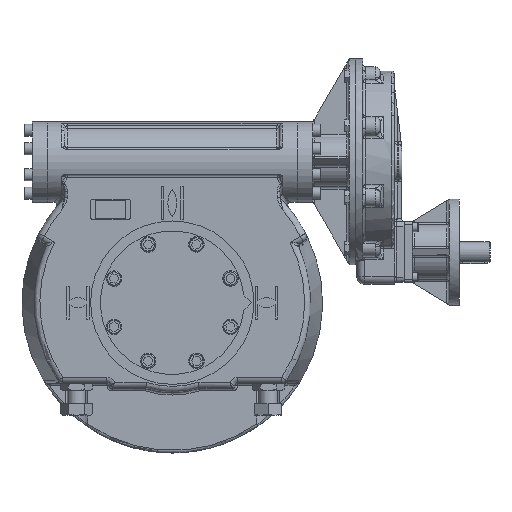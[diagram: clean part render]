
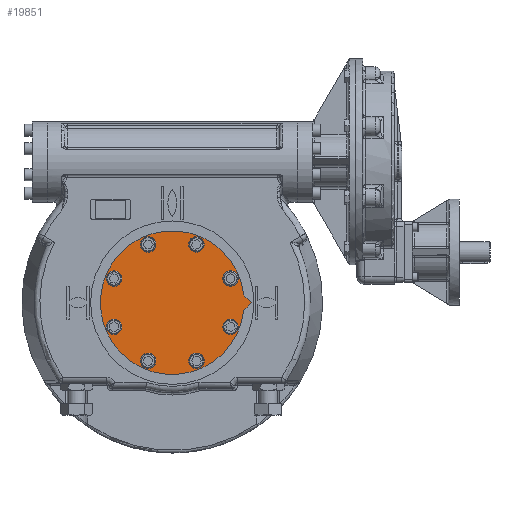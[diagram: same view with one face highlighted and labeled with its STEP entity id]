
A CAD part, top view. The second image highlights one B-rep face of the part: STEP entity #19851.
In plain terms, the highlighted planar face has unit normal (0, 0, 1).
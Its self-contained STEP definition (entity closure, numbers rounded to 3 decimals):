
#1512=CIRCLE('',#23299,142.5);
#1521=CIRCLE('',#23310,10.5);
#1522=CIRCLE('',#23311,10.5);
#1523=CIRCLE('',#23312,10.5);
#1524=CIRCLE('',#23313,10.5);
#1525=CIRCLE('',#23314,10.5);
#1526=CIRCLE('',#23315,10.5);
#1527=CIRCLE('',#23316,10.5);
#1528=CIRCLE('',#23317,10.5);
#2717=LINE('',#55385,#3912);
#2720=LINE('',#55391,#3915);
#3912=VECTOR('',#28537,1000.);
#3915=VECTOR('',#28542,1000.);
#9227=ORIENTED_EDGE('',*,*,#12263,.T.);
#9228=ORIENTED_EDGE('',*,*,#12264,.T.);
#9229=ORIENTED_EDGE('',*,*,#12265,.T.);
#9230=ORIENTED_EDGE('',*,*,#12266,.T.);
#9231=ORIENTED_EDGE('',*,*,#12267,.T.);
#9232=ORIENTED_EDGE('',*,*,#12268,.T.);
#9233=ORIENTED_EDGE('',*,*,#12269,.T.);
#9234=ORIENTED_EDGE('',*,*,#12270,.T.);
#9235=ORIENTED_EDGE('',*,*,#12248,.F.);
#9236=ORIENTED_EDGE('',*,*,#12254,.F.);
#9237=ORIENTED_EDGE('',*,*,#12251,.F.);
#12248=EDGE_CURVE('',#14241,#14242,#2717,.T.);
#12251=EDGE_CURVE('',#14242,#14244,#2720,.T.);
#12254=EDGE_CURVE('',#14244,#14241,#1512,.T.);
#12263=EDGE_CURVE('',#14253,#14253,#1521,.T.);
#12264=EDGE_CURVE('',#14254,#14254,#1522,.T.);
#12265=EDGE_CURVE('',#14255,#14255,#1523,.T.);
#12266=EDGE_CURVE('',#14256,#14256,#1524,.T.);
#12267=EDGE_CURVE('',#14257,#14257,#1525,.T.);
#12268=EDGE_CURVE('',#14258,#14258,#1526,.T.);
#12269=EDGE_CURVE('',#14259,#14259,#1527,.T.);
#12270=EDGE_CURVE('',#14260,#14260,#1528,.T.);
#14241=VERTEX_POINT('',#55384);
#14242=VERTEX_POINT('',#55386);
#14244=VERTEX_POINT('',#55392);
#14253=VERTEX_POINT('',#55416);
#14254=VERTEX_POINT('',#55418);
#14255=VERTEX_POINT('',#55420);
#14256=VERTEX_POINT('',#55422);
#14257=VERTEX_POINT('',#55424);
#14258=VERTEX_POINT('',#55426);
#14259=VERTEX_POINT('',#55428);
#14260=VERTEX_POINT('',#55430);
#16551=EDGE_LOOP('',(#9227));
#16552=EDGE_LOOP('',(#9228));
#16553=EDGE_LOOP('',(#9229));
#16554=EDGE_LOOP('',(#9230));
#16555=EDGE_LOOP('',(#9231));
#16556=EDGE_LOOP('',(#9232));
#16557=EDGE_LOOP('',(#9233));
#16558=EDGE_LOOP('',(#9234));
#16559=EDGE_LOOP('',(#9235,#9236,#9237));
#18054=FACE_BOUND('',#16551,.T.);
#18055=FACE_BOUND('',#16552,.T.);
#18056=FACE_BOUND('',#16553,.T.);
#18057=FACE_BOUND('',#16554,.T.);
#18058=FACE_BOUND('',#16555,.T.);
#18059=FACE_BOUND('',#16556,.T.);
#18060=FACE_BOUND('',#16557,.T.);
#18061=FACE_BOUND('',#16558,.T.);
#18062=FACE_BOUND('',#16559,.T.);
#18649=PLANE('',#23309);
#19851=ADVANCED_FACE('',(#18054,#18055,#18056,#18057,#18058,#18059,#18060,
#18061,#18062),#18649,.F.);
#23299=AXIS2_PLACEMENT_3D('',#55396,#28548,#28549);
#23309=AXIS2_PLACEMENT_3D('',#55414,#28568,#28569);
#23310=AXIS2_PLACEMENT_3D('',#55415,#28570,#28571);
#23311=AXIS2_PLACEMENT_3D('',#55417,#28572,#28573);
#23312=AXIS2_PLACEMENT_3D('',#55419,#28574,#28575);
#23313=AXIS2_PLACEMENT_3D('',#55421,#28576,#28577);
#23314=AXIS2_PLACEMENT_3D('',#55423,#28578,#28579);
#23315=AXIS2_PLACEMENT_3D('',#55425,#28580,#28581);
#23316=AXIS2_PLACEMENT_3D('',#55427,#28582,#28583);
#23317=AXIS2_PLACEMENT_3D('',#55429,#28584,#28585);
#28537=DIRECTION('',(0.707,-0.707,0.));
#28542=DIRECTION('',(-0.707,-0.707,0.));
#28548=DIRECTION('',(0.,0.,-1.));
#28549=DIRECTION('',(1.,0.,0.));
#28568=DIRECTION('',(0.,0.,-1.));
#28569=DIRECTION('',(1.,0.,0.));
#28570=DIRECTION('',(0.,0.,-1.));
#28571=DIRECTION('',(0.707,0.707,0.));
#28572=DIRECTION('',(0.,0.,-1.));
#28573=DIRECTION('',(0.,1.,0.));
#28574=DIRECTION('',(0.,0.,-1.));
#28575=DIRECTION('',(-0.707,0.707,0.));
#28576=DIRECTION('',(0.,0.,-1.));
#28577=DIRECTION('',(-1.,0.,0.));
#28578=DIRECTION('',(0.,0.,-1.));
#28579=DIRECTION('',(-0.707,-0.707,0.));
#28580=DIRECTION('',(0.,0.,-1.));
#28581=DIRECTION('',(0.,-1.,0.));
#28582=DIRECTION('',(0.,0.,-1.));
#28583=DIRECTION('',(0.707,-0.707,0.));
#28584=DIRECTION('',(0.,0.,-1.));
#28585=DIRECTION('',(1.,0.,0.));
#55384=CARTESIAN_POINT('',(141.673,15.327,78.));
#55385=CARTESIAN_POINT('',(157.,0.,78.));
#55386=CARTESIAN_POINT('',(157.,0.,78.));
#55391=CARTESIAN_POINT('',(157.,0.,78.));
#55392=CARTESIAN_POINT('',(141.673,-15.327,78.));
#55396=CARTESIAN_POINT('',(0.,0.,78.));
#55414=CARTESIAN_POINT('',(0.,0.,78.));
#55415=CARTESIAN_POINT('',(47.835,115.485,78.));
#55416=CARTESIAN_POINT('',(55.26,122.91,78.));
#55417=CARTESIAN_POINT('',(-47.835,115.485,78.));
#55418=CARTESIAN_POINT('',(-47.835,125.985,78.));
#55419=CARTESIAN_POINT('',(-115.485,47.835,78.));
#55420=CARTESIAN_POINT('',(-122.91,55.26,78.));
#55421=CARTESIAN_POINT('',(-115.485,-47.835,78.));
#55422=CARTESIAN_POINT('',(-125.985,-47.835,78.));
#55423=CARTESIAN_POINT('',(-47.835,-115.485,78.));
#55424=CARTESIAN_POINT('',(-55.26,-122.91,78.));
#55425=CARTESIAN_POINT('',(47.835,-115.485,78.));
#55426=CARTESIAN_POINT('',(47.835,-125.985,78.));
#55427=CARTESIAN_POINT('',(115.485,-47.835,78.));
#55428=CARTESIAN_POINT('',(122.91,-55.26,78.));
#55429=CARTESIAN_POINT('',(115.485,47.835,78.));
#55430=CARTESIAN_POINT('',(125.985,47.835,78.));
